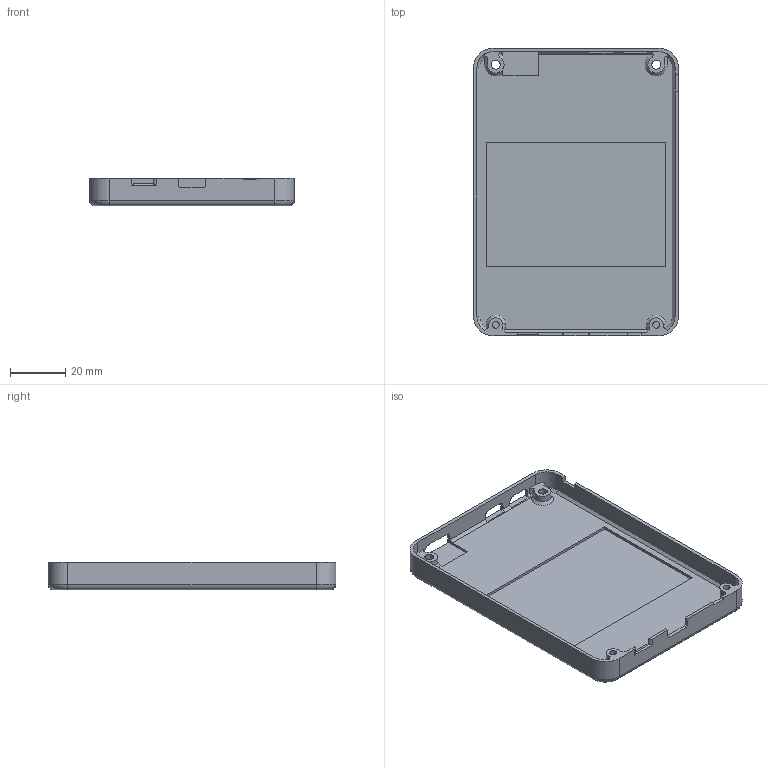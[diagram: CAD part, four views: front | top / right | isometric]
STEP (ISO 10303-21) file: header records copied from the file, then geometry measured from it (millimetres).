
FILE_DESCRIPTION(/* description */ ('STEP AP242','CAx-IF Rec.Pracs.---Representation and Presentation of Product Manufacturing Information (PMI)---4.0---2014-10-13','CAx-IF Rec.Pracs.---3D Tessellated Geometry---0.4---2014-09-14','2;1'),/* implementation_level */ '2;1');
FILE_NAME(/* name */ '6484ed2cfa2dad30def96e62',/* time_stamp */ '2023-06-10T21:37:49Z',/* author */ (''),/* organization */ (''),/* preprocessor_version */ 'ST-DEVELOPER v19.4',/* originating_system */ ' ',/* authorisation */ ' ');
FILE_SCHEMA (('AP242_MANAGED_MODEL_BASED_3D_ENGINEERING_MIM_LF { 1 0 10303 442 1 1 4 }'));
Length unit declared in the file: metre
Products named in the file (1): Back
Bounding box: 74 x 104 x 10 mm (x, y, z)
Volume: 15642 mm3; surface area: 21343 mm2
Topology: 1 solids, 1 shells, 137 faces, 354 edges, 220 vertices
Faces by surface type: plane 94, cylinder 30, cone 9, torus 4
Full cylindrical faces by diameter (mm): 2.5 x2, 3.2 x2, 5 x2
Entity records: 4119 total; most frequent: CARTESIAN_POINT 712, DIRECTION 703, ORIENTED_EDGE 696, EDGE_CURVE 348, LINE 265, VECTOR 265, VERTEX_POINT 220, AXIS2_PLACEMENT_3D 219
